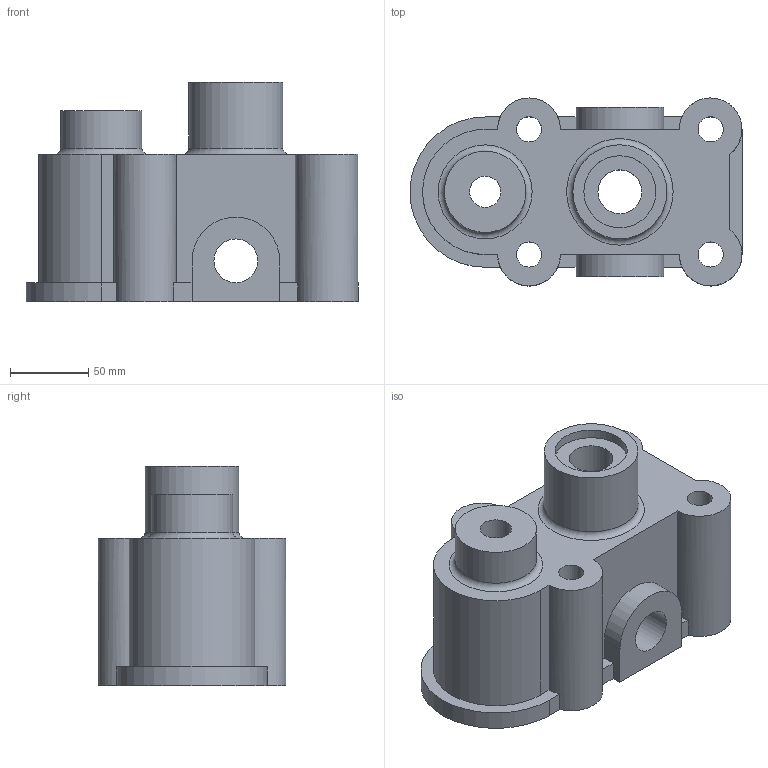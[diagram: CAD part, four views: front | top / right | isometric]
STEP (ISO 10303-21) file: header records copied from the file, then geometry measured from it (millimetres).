
FILE_DESCRIPTION(/* description */ (''),/* implementation_level */ '2;1');
FILE_NAME(/* name */ 'Part 048.stp',/* time_stamp */ '2015-02-21T16:40:37+02:00',/* author */ ('SFC'),/* organization */ (''),/* preprocessor_version */ 'ST-DEVELOPER v15.2',/* originating_system */ 'Autodesk Inventor 2014',/* authorisation */ '');
FILE_SCHEMA (('AUTOMOTIVE_DESIGN { 1 0 10303 214 3 1 1 }'));
Length unit declared in the file: millimetre
Products named in the file (1): Part 048
Bounding box: 212 x 120 x 140 mm (x, y, z)
Volume: 979569.5 mm3; surface area: 182512.2 mm2
Topology: 1 solids, 1 shells, 63 faces, 172 edges, 116 vertices
Faces by surface type: plane 36, cylinder 25, torus 2
Full cylindrical faces by diameter (mm): 16 x4, 20 x1, 28 x3, 46 x1, 52 x2, 60 x1
Entity records: 1972 total; most frequent: DIRECTION 340, CARTESIAN_POINT 326, ORIENTED_EDGE 304, EDGE_CURVE 152, AXIS2_PLACEMENT_3D 124, VERTEX_POINT 110, EDGE_LOOP 98, LINE 92
